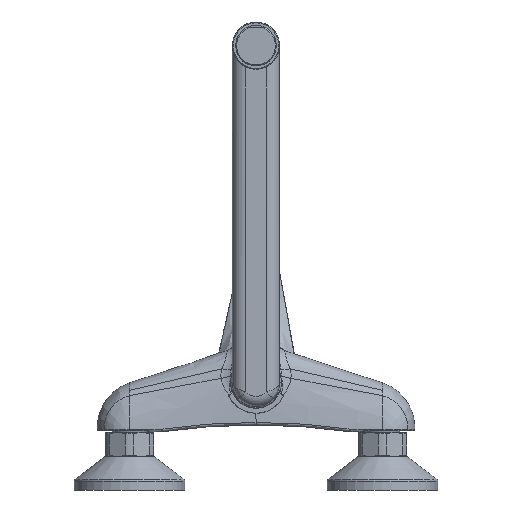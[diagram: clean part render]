
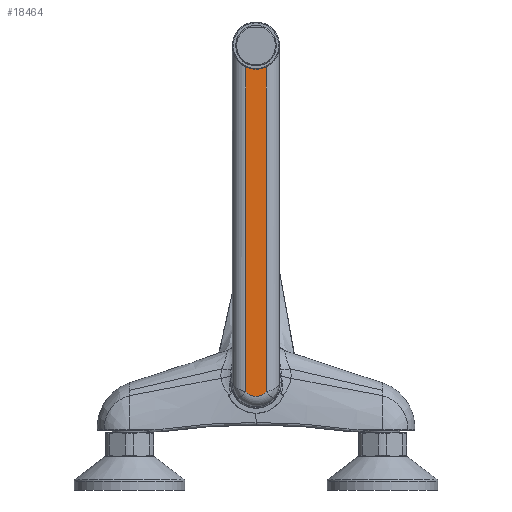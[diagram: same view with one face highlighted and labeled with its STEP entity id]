
A CAD part, front view. The second image highlights one B-rep face of the part: STEP entity #18464.
In plain terms, the highlighted planar face has unit normal (0, -1, 0).
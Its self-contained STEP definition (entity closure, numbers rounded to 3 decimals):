
#16697=CARTESIAN_POINT('',(0.,-56.,200.));
#16698=DIRECTION('',(0.,1.,0.));
#16699=DIRECTION('',(0.429,0.,-0.904));
#16700=AXIS2_PLACEMENT_3D('',#16697,#16698,#16699);
#16861=DIRECTION('',(0.,0.,-1.));
#16862=VECTOR('',#16861,192.642);
#16863=CARTESIAN_POINT('',(-6.,-56.,187.351));
#16864=LINE('',#16863,#16862);
#16865=CARTESIAN_POINT('',(-6.,-56.,-5.292));
#16908=CARTESIAN_POINT('',(0.,-56.,0.));
#16909=DIRECTION('',(0.,1.,0.));
#16910=DIRECTION('',(0.75,0.,-0.661));
#16911=AXIS2_PLACEMENT_3D('',#16908,#16909,#16910);
#17199=DIRECTION('',(0.,0.,1.));
#17200=VECTOR('',#17199,192.642);
#17201=CARTESIAN_POINT('',(6.,-56.,-5.292));
#17202=LINE('',#17201,#17200);
#18057=CARTESIAN_POINT('',(6.,-56.,187.351));
#18058=CARTESIAN_POINT('',(-6.,-56.,187.351));
#18059=VERTEX_POINT('',#18057);
#18060=VERTEX_POINT('',#18058);
#18073=VERTEX_POINT('',#16865);
#18078=CARTESIAN_POINT('',(6.,-56.,-5.292));
#18079=VERTEX_POINT('',#18078);
#18451=CARTESIAN_POINT('',(-6.,-56.,-36.8));
#18452=DIRECTION('',(0.,-1.,0.));
#18453=DIRECTION('',(1.,0.,0.));
#18454=AXIS2_PLACEMENT_3D('',#18451,#18452,#18453);
#18455=PLANE('',#18454);
#18457=ORIENTED_EDGE('',*,*,#18456,.T.);
#18458=ORIENTED_EDGE('',*,*,#18433,.F.);
#18459=ORIENTED_EDGE('',*,*,#18314,.F.);
#18461=ORIENTED_EDGE('',*,*,#18460,.F.);
#18462=EDGE_LOOP('',(#18457,#18458,#18459,#18461));
#18463=FACE_OUTER_BOUND('',#18462,.F.);
#18464=ADVANCED_FACE('',(#18463),#18455,.T.);
#16701=CIRCLE('',#16700,14.);
#16912=CIRCLE('',#16911,8.);
#18314=EDGE_CURVE('',#18059,#18060,#16701,.T.);
#18433=EDGE_CURVE('',#18060,#18073,#16864,.T.);
#18456=EDGE_CURVE('',#18079,#18073,#16912,.T.);
#18460=EDGE_CURVE('',#18079,#18059,#17202,.T.);
